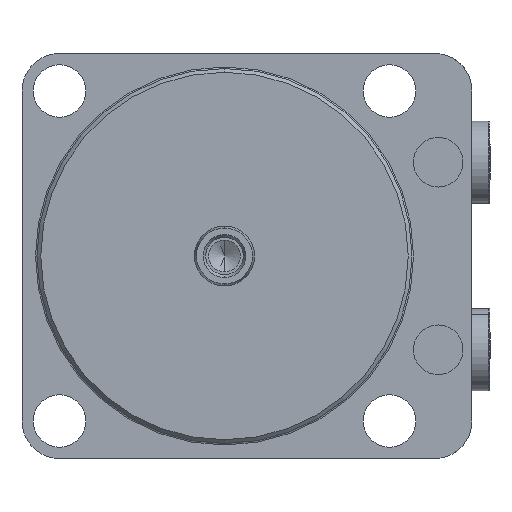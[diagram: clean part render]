
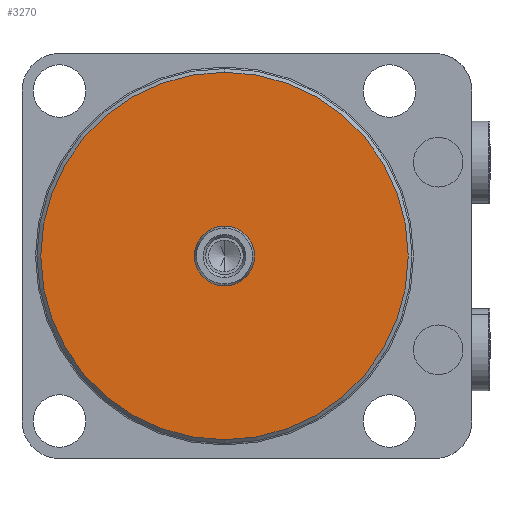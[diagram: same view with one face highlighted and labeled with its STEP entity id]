
A CAD part, front view. The second image highlights one B-rep face of the part: STEP entity #3270.
In plain terms, the highlighted planar face has unit normal (0, -1, 0).
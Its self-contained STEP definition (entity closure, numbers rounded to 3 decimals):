
#292 = DIRECTION ( 'NONE',  ( 0., 0., 1. ) ) ;
#293 = CARTESIAN_POINT ( 'NONE',  ( 0., 0., 0. ) ) ;
#295 = DIRECTION ( 'NONE',  ( 0., -1., 0. ) ) ;
#299 = DIRECTION ( 'NONE',  ( 0., 0., 1. ) ) ;
#300 = CARTESIAN_POINT ( 'NONE',  ( 0., 0., 0. ) ) ;
#305 = DIRECTION ( 'NONE',  ( 0., 1., 0. ) ) ;
#904 = EDGE_LOOP ( 'NONE', ( #1587, #1586 ) ) ;
#909 = EDGE_LOOP ( 'NONE', ( #1589, #1588 ) ) ;
#1004 = VERTEX_POINT ( 'NONE', #5787 ) ;
#1106 = VERTEX_POINT ( 'NONE', #2859 ) ;
#1128 = VERTEX_POINT ( 'NONE', #2756 ) ;
#1163 = VERTEX_POINT ( 'NONE', #2568 ) ;
#1586 = ORIENTED_EDGE ( 'NONE', *, *, #5237, .T. ) ;
#1587 = ORIENTED_EDGE ( 'NONE', *, *, #5305, .T. ) ;
#1588 = ORIENTED_EDGE ( 'NONE', *, *, #5225, .T. ) ;
#1589 = ORIENTED_EDGE ( 'NONE', *, *, #5304, .T. ) ;
#2023 = FACE_BOUND ( 'NONE', #909, .T. ) ;
#2025 = FACE_OUTER_BOUND ( 'NONE', #904, .T. ) ;
#2558 = DIRECTION ( 'NONE',  ( 0., 0., 1. ) ) ;
#2559 = DIRECTION ( 'NONE',  ( 0., 1., 0. ) ) ;
#2561 = PLANE ( 'NONE',  #4901 ) ;
#2565 = CARTESIAN_POINT ( 'NONE',  ( -54., 0., 54. ) ) ;
#2568 = CARTESIAN_POINT ( 'NONE',  ( 0., 0., 49. ) ) ;
#2756 = CARTESIAN_POINT ( 'NONE',  ( 0., 0., 8. ) ) ;
#2859 = CARTESIAN_POINT ( 'NONE',  ( 0., 0., -49. ) ) ;
#2913 = CIRCLE ( 'NONE', #4653, 49. ) ;
#2914 = CIRCLE ( 'NONE', #4654, 8. ) ;
#3010 = CIRCLE ( 'NONE', #4685, 49. ) ;
#3030 = CIRCLE ( 'NONE', #4694, 8. ) ;
#3270 = ADVANCED_FACE ( 'NONE', ( #2023, #2025 ), #2561, .F. ) ;
#4147 = DIRECTION ( 'NONE',  ( 0., 0., 1. ) ) ;
#4148 = DIRECTION ( 'NONE',  ( 0., -1., 0. ) ) ;
#4149 = CARTESIAN_POINT ( 'NONE',  ( 0., 0., 0. ) ) ;
#4187 = DIRECTION ( 'NONE',  ( 0., 0., 1. ) ) ;
#4188 = DIRECTION ( 'NONE',  ( 0., 1., 0. ) ) ;
#4189 = CARTESIAN_POINT ( 'NONE',  ( 0., 0., 0. ) ) ;
#4653 = AXIS2_PLACEMENT_3D ( 'NONE', #293, #295, #292 ) ;
#4654 = AXIS2_PLACEMENT_3D ( 'NONE', #300, #305, #299 ) ;
#4685 = AXIS2_PLACEMENT_3D ( 'NONE', #4149, #4148, #4147 ) ;
#4694 = AXIS2_PLACEMENT_3D ( 'NONE', #4189, #4188, #4187 ) ;
#4901 = AXIS2_PLACEMENT_3D ( 'NONE', #2565, #2559, #2558 ) ;
#5225 = EDGE_CURVE ( 'NONE', #1004, #1128, #3030, .T. ) ;
#5237 = EDGE_CURVE ( 'NONE', #1106, #1163, #3010, .T. ) ;
#5304 = EDGE_CURVE ( 'NONE', #1128, #1004, #2914, .T. ) ;
#5305 = EDGE_CURVE ( 'NONE', #1163, #1106, #2913, .T. ) ;
#5787 = CARTESIAN_POINT ( 'NONE',  ( 0., 0., -8. ) ) ;
